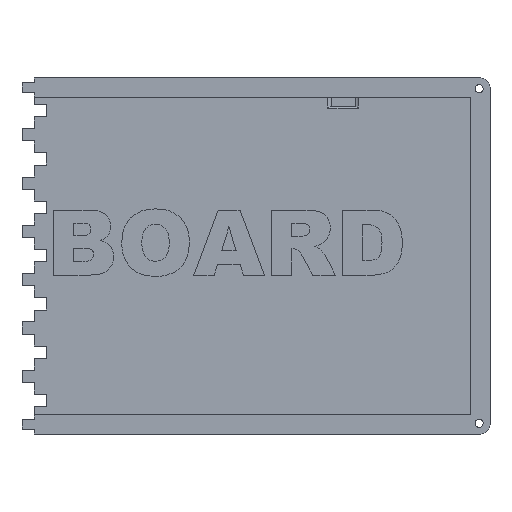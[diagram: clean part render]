
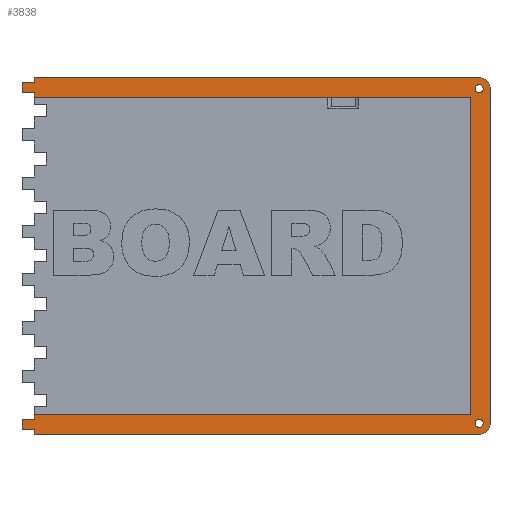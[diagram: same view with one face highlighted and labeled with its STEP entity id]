
A CAD part, top view. The second image highlights one B-rep face of the part: STEP entity #3838.
In plain terms, the highlighted planar face has unit normal (0, 0, 1).
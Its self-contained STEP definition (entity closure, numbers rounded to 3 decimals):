
#237=FACE_BOUND('',#553,.T.);
#238=FACE_BOUND('',#554,.T.);
#256=CIRCLE('',#4070,4.);
#257=CIRCLE('',#4071,4.);
#258=CIRCLE('',#4072,1.7);
#259=CIRCLE('',#4073,1.7);
#337=FACE_OUTER_BOUND('',#552,.T.);
#552=EDGE_LOOP('',(#2949,#2950,#2951,#2952,#2953,#2954,#2955,#2956,#2957,
#2958,#2959,#2960,#2961,#2962,#2963,#2964,#2965,#2966));
#553=EDGE_LOOP('',(#2967));
#554=EDGE_LOOP('',(#2968));
#893=LINE('',#5543,#1311);
#896=LINE('',#5548,#1314);
#898=LINE('',#5553,#1316);
#900=LINE('',#5556,#1318);
#902=LINE('',#5560,#1320);
#907=LINE('',#5571,#1325);
#909=LINE('',#5576,#1327);
#911=LINE('',#5579,#1329);
#912=LINE('',#5582,#1330);
#915=LINE('',#5587,#1333);
#930=LINE('',#5629,#1348);
#931=LINE('',#5632,#1349);
#933=LINE('',#5635,#1351);
#934=LINE('',#5637,#1352);
#935=LINE('',#5641,#1353);
#936=LINE('',#5644,#1354);
#1311=VECTOR('',#4437,10.);
#1314=VECTOR('',#4442,10.);
#1316=VECTOR('',#4446,10.);
#1318=VECTOR('',#4450,10.);
#1320=VECTOR('',#4454,10.);
#1325=VECTOR('',#4467,10.);
#1327=VECTOR('',#4471,10.);
#1329=VECTOR('',#4475,10.);
#1330=VECTOR('',#4478,10.);
#1333=VECTOR('',#4483,10.);
#1348=VECTOR('',#4538,10.);
#1349=VECTOR('',#4541,10.);
#1351=VECTOR('',#4545,10.);
#1352=VECTOR('',#4546,10.);
#1353=VECTOR('',#4549,10.);
#1354=VECTOR('',#4552,10.);
#1731=VERTEX_POINT('',#5540);
#1732=VERTEX_POINT('',#5542);
#1733=VERTEX_POINT('',#5546);
#1734=VERTEX_POINT('',#5550);
#1735=VERTEX_POINT('',#5552);
#1736=VERTEX_POINT('',#5558);
#1737=VERTEX_POINT('',#5567);
#1738=VERTEX_POINT('',#5569);
#1739=VERTEX_POINT('',#5573);
#1740=VERTEX_POINT('',#5575);
#1741=VERTEX_POINT('',#5581);
#1742=VERTEX_POINT('',#5585);
#1749=VERTEX_POINT('',#5627);
#1750=VERTEX_POINT('',#5631);
#1751=VERTEX_POINT('',#5636);
#1752=VERTEX_POINT('',#5638);
#1753=VERTEX_POINT('',#5640);
#1754=VERTEX_POINT('',#5642);
#1755=VERTEX_POINT('',#5645);
#1756=VERTEX_POINT('',#5647);
#2152=EDGE_CURVE('',#1732,#1731,#893,.T.);
#2155=EDGE_CURVE('',#1731,#1733,#896,.T.);
#2157=EDGE_CURVE('',#1734,#1735,#898,.T.);
#2159=EDGE_CURVE('',#1735,#1733,#900,.T.);
#2161=EDGE_CURVE('',#1734,#1736,#902,.T.);
#2166=EDGE_CURVE('',#1737,#1738,#907,.T.);
#2168=EDGE_CURVE('',#1739,#1740,#909,.T.);
#2170=EDGE_CURVE('',#1740,#1738,#911,.T.);
#2171=EDGE_CURVE('',#1741,#1737,#912,.T.);
#2174=EDGE_CURVE('',#1739,#1742,#915,.T.);
#2193=EDGE_CURVE('',#1749,#1742,#930,.T.);
#2194=EDGE_CURVE('',#1732,#1750,#931,.T.);
#2196=EDGE_CURVE('',#1750,#1749,#933,.T.);
#2197=EDGE_CURVE('',#1751,#1736,#934,.T.);
#2198=EDGE_CURVE('',#1752,#1751,#256,.T.);
#2199=EDGE_CURVE('',#1753,#1752,#935,.T.);
#2200=EDGE_CURVE('',#1754,#1753,#257,.T.);
#2201=EDGE_CURVE('',#1741,#1754,#936,.T.);
#2202=EDGE_CURVE('',#1755,#1755,#258,.T.);
#2203=EDGE_CURVE('',#1756,#1756,#259,.T.);
#2949=ORIENTED_EDGE('',*,*,#2171,.T.);
#2950=ORIENTED_EDGE('',*,*,#2166,.T.);
#2951=ORIENTED_EDGE('',*,*,#2170,.F.);
#2952=ORIENTED_EDGE('',*,*,#2168,.F.);
#2953=ORIENTED_EDGE('',*,*,#2174,.T.);
#2954=ORIENTED_EDGE('',*,*,#2193,.F.);
#2955=ORIENTED_EDGE('',*,*,#2196,.F.);
#2956=ORIENTED_EDGE('',*,*,#2194,.F.);
#2957=ORIENTED_EDGE('',*,*,#2152,.T.);
#2958=ORIENTED_EDGE('',*,*,#2155,.T.);
#2959=ORIENTED_EDGE('',*,*,#2159,.F.);
#2960=ORIENTED_EDGE('',*,*,#2157,.F.);
#2961=ORIENTED_EDGE('',*,*,#2161,.T.);
#2962=ORIENTED_EDGE('',*,*,#2197,.F.);
#2963=ORIENTED_EDGE('',*,*,#2198,.F.);
#2964=ORIENTED_EDGE('',*,*,#2199,.F.);
#2965=ORIENTED_EDGE('',*,*,#2200,.F.);
#2966=ORIENTED_EDGE('',*,*,#2201,.F.);
#2967=ORIENTED_EDGE('',*,*,#2202,.F.);
#2968=ORIENTED_EDGE('',*,*,#2203,.F.);
#3709=PLANE('',#4069);
#3838=ADVANCED_FACE('',(#337,#237,#238),#3709,.T.);
#4069=AXIS2_PLACEMENT_3D('',#5634,#4543,#4544);
#4070=AXIS2_PLACEMENT_3D('',#5639,#4547,#4548);
#4071=AXIS2_PLACEMENT_3D('',#5643,#4550,#4551);
#4072=AXIS2_PLACEMENT_3D('',#5646,#4553,#4554);
#4073=AXIS2_PLACEMENT_3D('',#5648,#4555,#4556);
#4437=DIRECTION('',(0.,-1.,0.));
#4442=DIRECTION('',(-1.,0.,0.));
#4446=DIRECTION('',(-1.,0.,0.));
#4450=DIRECTION('',(0.,1.,0.));
#4454=DIRECTION('',(0.,-1.,0.));
#4467=DIRECTION('',(-1.,0.,0.));
#4471=DIRECTION('',(-1.,0.,0.));
#4475=DIRECTION('',(0.,1.,0.));
#4478=DIRECTION('',(0.,-1.,0.));
#4483=DIRECTION('',(0.,-1.,0.));
#4538=DIRECTION('',(-1.,0.,0.));
#4541=DIRECTION('',(1.,0.,0.));
#4543=DIRECTION('center_axis',(0.,0.,1.));
#4544=DIRECTION('ref_axis',(1.,0.,0.));
#4545=DIRECTION('',(0.,1.,0.));
#4546=DIRECTION('',(-1.,0.,0.));
#4547=DIRECTION('center_axis',(0.,0.,-1.));
#4548=DIRECTION('ref_axis',(0.707,-0.707,0.));
#4549=DIRECTION('',(0.,-1.,0.));
#4550=DIRECTION('center_axis',(0.,0.,-1.));
#4551=DIRECTION('ref_axis',(0.707,0.707,0.));
#4552=DIRECTION('',(1.,0.,0.));
#4553=DIRECTION('center_axis',(0.,0.,1.));
#4554=DIRECTION('ref_axis',(1.,0.,0.));
#4555=DIRECTION('center_axis',(0.,0.,1.));
#4556=DIRECTION('ref_axis',(1.,0.,0.));
#5540=CARTESIAN_POINT('',(98.468,-81.721,11.5));
#5542=CARTESIAN_POINT('',(98.468,-79.721,11.5));
#5543=CARTESIAN_POINT('',(98.468,20.579,11.5));
#5546=CARTESIAN_POINT('',(93.468,-81.721,11.5));
#5548=CARTESIAN_POINT('',(98.468,-81.721,11.5));
#5550=CARTESIAN_POINT('',(98.468,-85.721,11.5));
#5552=CARTESIAN_POINT('',(93.468,-85.721,11.5));
#5553=CARTESIAN_POINT('',(98.468,-85.721,11.5));
#5556=CARTESIAN_POINT('',(93.468,-85.721,11.5));
#5558=CARTESIAN_POINT('',(98.468,-87.721,11.5));
#5560=CARTESIAN_POINT('',(98.468,20.579,11.5));
#5567=CARTESIAN_POINT('',(98.468,57.679,11.5));
#5569=CARTESIAN_POINT('',(93.468,57.679,11.5));
#5571=CARTESIAN_POINT('',(98.468,57.679,11.5));
#5573=CARTESIAN_POINT('',(98.468,53.679,11.5));
#5575=CARTESIAN_POINT('',(93.468,53.679,11.5));
#5576=CARTESIAN_POINT('',(98.468,53.679,11.5));
#5579=CARTESIAN_POINT('',(93.468,57.679,11.5));
#5581=CARTESIAN_POINT('',(98.468,59.679,11.5));
#5582=CARTESIAN_POINT('',(98.468,20.579,11.5));
#5585=CARTESIAN_POINT('',(98.468,51.679,11.5));
#5587=CARTESIAN_POINT('',(98.468,20.579,11.5));
#5627=CARTESIAN_POINT('',(279.168,51.679,11.5));
#5629=CARTESIAN_POINT('',(-83.982,51.679,11.5));
#5631=CARTESIAN_POINT('',(279.168,-79.721,11.5));
#5632=CARTESIAN_POINT('',(96.718,-79.721,11.5));
#5634=CARTESIAN_POINT('Origin',(-85.732,55.179,11.5));
#5635=CARTESIAN_POINT('',(279.168,53.429,11.5));
#5636=CARTESIAN_POINT('',(283.168,-87.721,11.5));
#5637=CARTESIAN_POINT('',(-87.982,-87.721,11.5));
#5638=CARTESIAN_POINT('',(287.168,-83.721,11.5));
#5639=CARTESIAN_POINT('Origin',(283.168,-83.721,11.5));
#5640=CARTESIAN_POINT('',(287.168,55.679,11.5));
#5641=CARTESIAN_POINT('',(287.168,-16.271,11.5));
#5642=CARTESIAN_POINT('',(283.168,59.679,11.5));
#5643=CARTESIAN_POINT('Origin',(283.168,55.679,11.5));
#5644=CARTESIAN_POINT('',(100.718,59.679,11.5));
#5645=CARTESIAN_POINT('',(280.968,-83.221,11.5));
#5646=CARTESIAN_POINT('Origin',(282.668,-83.221,11.5));
#5647=CARTESIAN_POINT('',(280.968,55.179,11.5));
#5648=CARTESIAN_POINT('Origin',(282.668,55.179,11.5));
